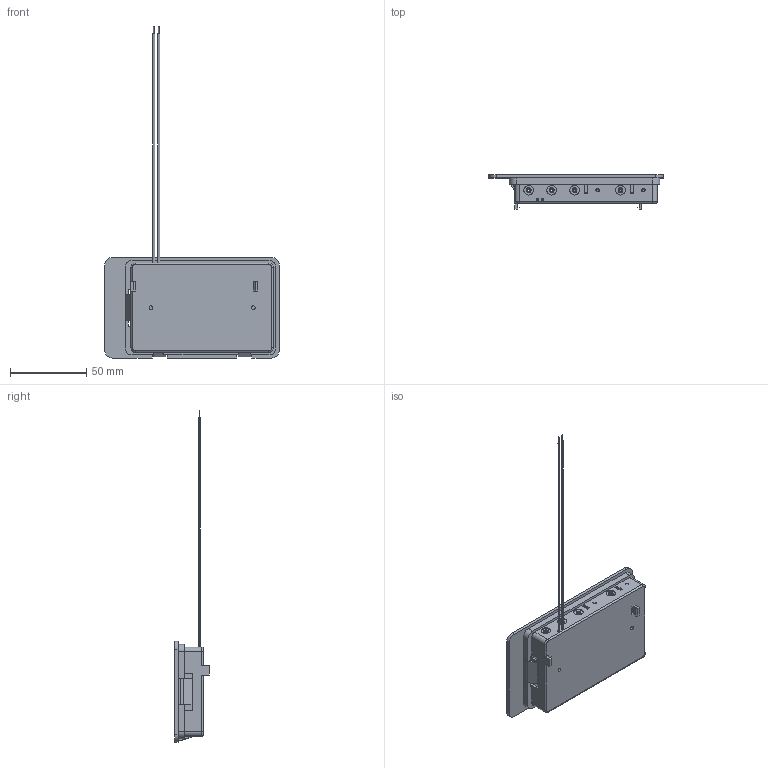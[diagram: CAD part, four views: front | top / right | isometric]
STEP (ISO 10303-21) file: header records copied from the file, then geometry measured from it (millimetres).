
FILE_DESCRIPTION (( 'STEP AP214' ), '1' );
FILE_NAME ('SBH361A.STEP', '2020-02-05T07:14:29', ( '' ), ( '' ), 'SwSTEP 2.0', 'SolidWorks 2017', '' );
FILE_SCHEMA (( 'AUTOMOTIVE_DESIGN' ));
Length unit declared in the file: millimetre
Products named in the file (1): SBH361A
Bounding box: 114 x 22.7 x 217.05 mm (x, y, z)
Volume: 29979.9 mm3; surface area: 47618.1 mm2
Topology: 22 solids, 22 shells, 905 faces, 2218 edges, 1442 vertices
Faces by surface type: plane 534, cylinder 263, torus 84, bspline 24
Entity records: 40325 total; most frequent: CARTESIAN_POINT 18096, DIRECTION 4658, ORIENTED_EDGE 4436, EDGE_CURVE 2218, AXIS2_PLACEMENT_3D 1608, VECTOR 1442, LINE 1442, VERTEX_POINT 1442
